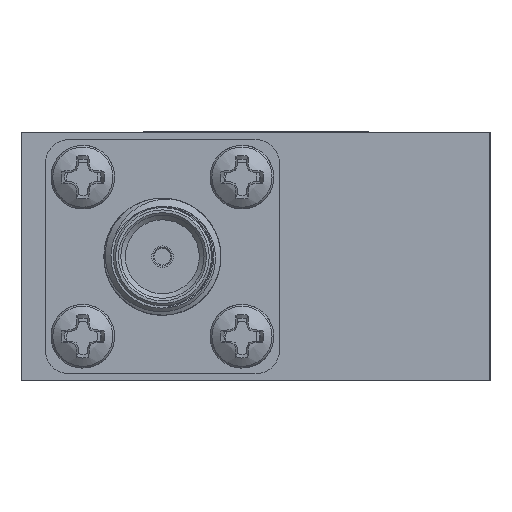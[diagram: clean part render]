
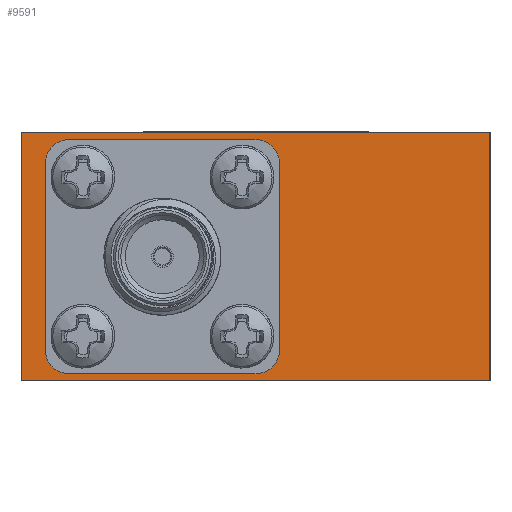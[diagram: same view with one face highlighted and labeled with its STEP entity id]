
A CAD part, left-side view. The second image highlights one B-rep face of the part: STEP entity #9591.
In plain terms, the highlighted planar face has unit normal (-1, 0, 0).
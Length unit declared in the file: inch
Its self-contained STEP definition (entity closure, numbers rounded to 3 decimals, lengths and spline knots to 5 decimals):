
#574 = VERTEX_POINT ( 'NONE', #6025 ) ;
#670 = FACE_OUTER_BOUND ( 'NONE', #5020, .T. ) ;
#886 = AXIS2_PLACEMENT_3D ( 'NONE', #5480, #2017, #19560 ) ;
#993 = VERTEX_POINT ( 'NONE', #8448 ) ;
#1217 = VECTOR ( 'NONE', #21337, 39.37008 ) ;
#1554 = VERTEX_POINT ( 'NONE', #1724 ) ;
#1698 = DIRECTION ( 'NONE',  ( 0., -1., 0. ) ) ;
#1700 = EDGE_CURVE ( 'NONE', #22068, #3904, #18673, .T. ) ;
#1724 = CARTESIAN_POINT ( 'NONE',  ( -1.3, 0., -0.25 ) ) ;
#2017 = DIRECTION ( 'NONE',  ( 1., 0., 0. ) ) ;
#2285 = LINE ( 'NONE', #12009, #20230 ) ;
#3297 = CARTESIAN_POINT ( 'NONE',  ( -1.3, 0., -0.2 ) ) ;
#3310 = EDGE_CURVE ( 'NONE', #12018, #3904, #8473, .T. ) ;
#3488 = CARTESIAN_POINT ( 'NONE',  ( -1.3, -0.5, 0.265 ) ) ;
#3588 = VERTEX_POINT ( 'NONE', #7806 ) ;
#3599 = LINE ( 'NONE', #18946, #21586 ) ;
#3904 = VERTEX_POINT ( 'NONE', #5668 ) ;
#4070 = DIRECTION ( 'NONE',  ( 0., 0., -1. ) ) ;
#4417 = ORIENTED_EDGE ( 'NONE', *, *, #5028, .F. ) ;
#4877 = VECTOR ( 'NONE', #13277, 39.37008 ) ;
#5020 = EDGE_LOOP ( 'NONE', ( #12908, #6780, #22238, #8431 ) ) ;
#5028 = EDGE_CURVE ( 'NONE', #12018, #9671, #7221, .T. ) ;
#5085 = DIRECTION ( 'NONE',  ( 0., 0., -1. ) ) ;
#5200 = AXIS2_PLACEMENT_3D ( 'NONE', #19293, #10540, #12291 ) ;
#5480 = CARTESIAN_POINT ( 'NONE',  ( -1.3, 0.4, -0.2 ) ) ;
#5498 = VECTOR ( 'NONE', #4070, 39.37008 ) ;
#5515 = LINE ( 'NONE', #9091, #1217 ) ;
#5668 = CARTESIAN_POINT ( 'NONE',  ( -1.3, 0.4, 0.25 ) ) ;
#5758 = VERTEX_POINT ( 'NONE', #17858 ) ;
#5817 = CARTESIAN_POINT ( 'NONE',  ( -1.3, 0.45, -0.2 ) ) ;
#5881 = VECTOR ( 'NONE', #9602, 39.37008 ) ;
#5973 = LINE ( 'NONE', #7821, #4877 ) ;
#6025 = CARTESIAN_POINT ( 'NONE',  ( -1.3, 0.4, -0.25 ) ) ;
#6780 = ORIENTED_EDGE ( 'NONE', *, *, #16544, .F. ) ;
#7221 = LINE ( 'NONE', #7500, #18934 ) ;
#7241 = VERTEX_POINT ( 'NONE', #16438 ) ;
#7500 = CARTESIAN_POINT ( 'NONE',  ( -1.3, 0.45, -0.25 ) ) ;
#7612 = EDGE_CURVE ( 'NONE', #22068, #8722, #8020, .T. ) ;
#7806 = CARTESIAN_POINT ( 'NONE',  ( -1.3, -0.05, -0.2 ) ) ;
#7821 = CARTESIAN_POINT ( 'NONE',  ( -1.3, -0.5, 0.265 ) ) ;
#7926 = CIRCLE ( 'NONE', #886, 0.05 ) ;
#7986 = VERTEX_POINT ( 'NONE', #10413 ) ;
#8020 = CIRCLE ( 'NONE', #14114, 0.05 ) ;
#8055 = EDGE_LOOP ( 'NONE', ( #14853, #19963, #4417, #15777, #13850, #14852, #8666, #20060 ) ) ;
#8255 = VECTOR ( 'NONE', #1698, 39.37008 ) ;
#8370 = CARTESIAN_POINT ( 'NONE',  ( -1.3, 0., 0.2 ) ) ;
#8431 = ORIENTED_EDGE ( 'NONE', *, *, #10842, .T. ) ;
#8448 = CARTESIAN_POINT ( 'NONE',  ( -1.3, -0.5, -0.265 ) ) ;
#8473 = CIRCLE ( 'NONE', #5200, 0.05 ) ;
#8666 = ORIENTED_EDGE ( 'NONE', *, *, #9246, .F. ) ;
#8722 = VERTEX_POINT ( 'NONE', #16363 ) ;
#9091 = CARTESIAN_POINT ( 'NONE',  ( -1.3, -0.05, -0.25 ) ) ;
#9246 = EDGE_CURVE ( 'NONE', #3588, #8722, #5515, .T. ) ;
#9330 = DIRECTION ( 'NONE',  ( 0., 0., -1. ) ) ;
#9591 = ADVANCED_FACE ( 'NONE', ( #18615, #670 ), #10774, .F. ) ;
#9602 = DIRECTION ( 'NONE',  ( 0., 1., 0. ) ) ;
#9671 = VERTEX_POINT ( 'NONE', #5817 ) ;
#10377 = EDGE_CURVE ( 'NONE', #7986, #993, #2285, .T. ) ;
#10413 = CARTESIAN_POINT ( 'NONE',  ( -1.3, 0.5, -0.265 ) ) ;
#10490 = EDGE_CURVE ( 'NONE', #5758, #7241, #12847, .T. ) ;
#10531 = EDGE_CURVE ( 'NONE', #574, #1554, #3599, .T. ) ;
#10540 = DIRECTION ( 'NONE',  ( 1., 0., 0. ) ) ;
#10774 = PLANE ( 'NONE',  #12257 ) ;
#10804 = DIRECTION ( 'NONE',  ( 0., -1., 0. ) ) ;
#10842 = EDGE_CURVE ( 'NONE', #5758, #7986, #17764, .T. ) ;
#11728 = DIRECTION ( 'NONE',  ( 0., 0., -1. ) ) ;
#12009 = CARTESIAN_POINT ( 'NONE',  ( -1.3, -0.5, -0.265 ) ) ;
#12018 = VERTEX_POINT ( 'NONE', #13173 ) ;
#12082 = EDGE_CURVE ( 'NONE', #3588, #1554, #22362, .T. ) ;
#12257 = AXIS2_PLACEMENT_3D ( 'NONE', #19667, #17780, #19743 ) ;
#12291 = DIRECTION ( 'NONE',  ( 0., 0., -1. ) ) ;
#12847 = LINE ( 'NONE', #3488, #8255 ) ;
#12908 = ORIENTED_EDGE ( 'NONE', *, *, #10377, .T. ) ;
#13051 = EDGE_CURVE ( 'NONE', #574, #9671, #7926, .T. ) ;
#13173 = CARTESIAN_POINT ( 'NONE',  ( -1.3, 0.45, 0.2 ) ) ;
#13277 = DIRECTION ( 'NONE',  ( 0., 0., -1. ) ) ;
#13772 = CARTESIAN_POINT ( 'NONE',  ( -1.3, 0., 0.25 ) ) ;
#13850 = ORIENTED_EDGE ( 'NONE', *, *, #1700, .F. ) ;
#14114 = AXIS2_PLACEMENT_3D ( 'NONE', #8370, #22278, #5085 ) ;
#14852 = ORIENTED_EDGE ( 'NONE', *, *, #7612, .T. ) ;
#14853 = ORIENTED_EDGE ( 'NONE', *, *, #10531, .F. ) ;
#15777 = ORIENTED_EDGE ( 'NONE', *, *, #3310, .T. ) ;
#16363 = CARTESIAN_POINT ( 'NONE',  ( -1.3, -0.05, 0.2 ) ) ;
#16438 = CARTESIAN_POINT ( 'NONE',  ( -1.3, -0.5, 0.265 ) ) ;
#16481 = CARTESIAN_POINT ( 'NONE',  ( -1.3, 0.5, 0.265 ) ) ;
#16544 = EDGE_CURVE ( 'NONE', #7241, #993, #5973, .T. ) ;
#17764 = LINE ( 'NONE', #16481, #5498 ) ;
#17780 = DIRECTION ( 'NONE',  ( 1., 0., 0. ) ) ;
#17858 = CARTESIAN_POINT ( 'NONE',  ( -1.3, 0.5, 0.265 ) ) ;
#18615 = FACE_BOUND ( 'NONE', #8055, .T. ) ;
#18673 = LINE ( 'NONE', #20098, #5881 ) ;
#18934 = VECTOR ( 'NONE', #9330, 39.37008 ) ;
#18946 = CARTESIAN_POINT ( 'NONE',  ( -1.3, -0.05, -0.25 ) ) ;
#18967 = DIRECTION ( 'NONE',  ( 1., 0., 0. ) ) ;
#19293 = CARTESIAN_POINT ( 'NONE',  ( -1.3, 0.4, 0.2 ) ) ;
#19560 = DIRECTION ( 'NONE',  ( 0., 0., -1. ) ) ;
#19667 = CARTESIAN_POINT ( 'NONE',  ( -1.3, -0.5, 0.265 ) ) ;
#19743 = DIRECTION ( 'NONE',  ( 0., 0., -1. ) ) ;
#19963 = ORIENTED_EDGE ( 'NONE', *, *, #13051, .T. ) ;
#20060 = ORIENTED_EDGE ( 'NONE', *, *, #12082, .T. ) ;
#20098 = CARTESIAN_POINT ( 'NONE',  ( -1.3, -0.05, 0.25 ) ) ;
#20230 = VECTOR ( 'NONE', #20699, 39.37008 ) ;
#20699 = DIRECTION ( 'NONE',  ( 0., -1., 0. ) ) ;
#21337 = DIRECTION ( 'NONE',  ( 0., 0., 1. ) ) ;
#21586 = VECTOR ( 'NONE', #10804, 39.37008 ) ;
#21988 = AXIS2_PLACEMENT_3D ( 'NONE', #3297, #18967, #11728 ) ;
#22068 = VERTEX_POINT ( 'NONE', #13772 ) ;
#22238 = ORIENTED_EDGE ( 'NONE', *, *, #10490, .F. ) ;
#22278 = DIRECTION ( 'NONE',  ( 1., 0., 0. ) ) ;
#22362 = CIRCLE ( 'NONE', #21988, 0.05 ) ;
